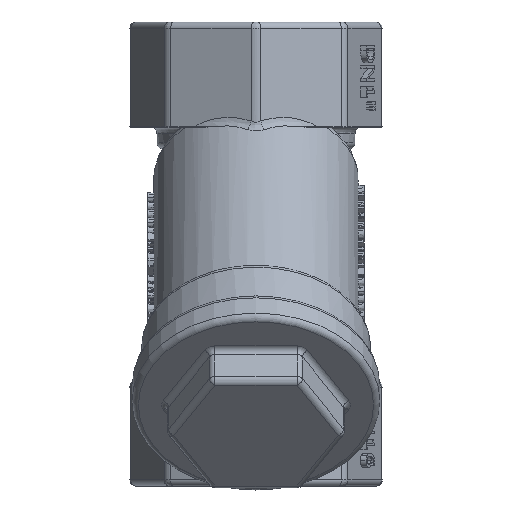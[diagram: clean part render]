
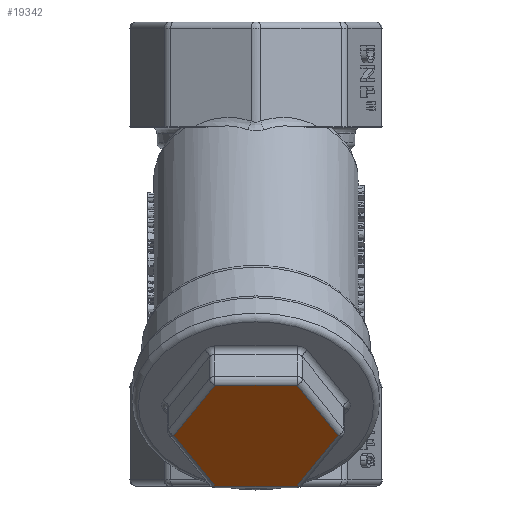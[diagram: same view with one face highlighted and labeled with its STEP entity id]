
A CAD part, front view. The second image highlights one B-rep face of the part: STEP entity #19342.
In plain terms, the highlighted planar face has unit normal (0, -0.707, -0.707).
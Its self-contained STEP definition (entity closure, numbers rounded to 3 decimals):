
#2824=LINE('',#44382,#4141);
#2825=LINE('',#44384,#4142);
#2826=LINE('',#44386,#4143);
#2827=LINE('',#44388,#4144);
#2828=LINE('',#44390,#4145);
#2829=LINE('',#44391,#4146);
#4141=VECTOR('',#23410,13.279);
#4142=VECTOR('',#23411,13.279);
#4143=VECTOR('',#23412,13.279);
#4144=VECTOR('',#23413,13.279);
#4145=VECTOR('',#23414,13.279);
#4146=VECTOR('',#23415,13.279);
#4526=PLANE('',#20268);
#5652=FACE_OUTER_BOUND('',#6803,.T.);
#6803=EDGE_LOOP('',(#17003,#17004,#17005,#17006,#17007,#17008));
#8996=VERTEX_POINT('',#44380);
#8997=VERTEX_POINT('',#44381);
#8998=VERTEX_POINT('',#44383);
#8999=VERTEX_POINT('',#44385);
#9000=VERTEX_POINT('',#44387);
#9001=VERTEX_POINT('',#44389);
#11670=EDGE_CURVE('',#8996,#8997,#2824,.T.);
#11671=EDGE_CURVE('',#8998,#8996,#2825,.T.);
#11672=EDGE_CURVE('',#8999,#8998,#2826,.T.);
#11673=EDGE_CURVE('',#9000,#8999,#2827,.T.);
#11674=EDGE_CURVE('',#9001,#9000,#2828,.T.);
#11675=EDGE_CURVE('',#8997,#9001,#2829,.T.);
#17003=ORIENTED_EDGE('',*,*,#11670,.F.);
#17004=ORIENTED_EDGE('',*,*,#11671,.F.);
#17005=ORIENTED_EDGE('',*,*,#11672,.F.);
#17006=ORIENTED_EDGE('',*,*,#11673,.F.);
#17007=ORIENTED_EDGE('',*,*,#11674,.F.);
#17008=ORIENTED_EDGE('',*,*,#11675,.F.);
#19342=ADVANCED_FACE('',(#5652),#4526,.T.);
#20268=AXIS2_PLACEMENT_3D('',#44379,#23408,#23409);
#23408=DIRECTION('center_axis',(0.,-0.707,
-0.707));
#23409=DIRECTION('ref_axis',(0.866,0.354,-0.354));
#23410=DIRECTION('',(-0.5,0.612,-0.612));
#23411=DIRECTION('',(0.5,0.612,-0.612));
#23412=DIRECTION('',(1.,0.,0.));
#23413=DIRECTION('',(0.5,-0.612,0.612));
#23414=DIRECTION('',(-0.5,-0.612,0.612));
#23415=DIRECTION('',(-1.,0.,0.));
#44379=CARTESIAN_POINT('Origin',(0.,-46.839,
8.161));
#44380=CARTESIAN_POINT('',(13.279,-46.839,8.161));
#44381=CARTESIAN_POINT('',(6.64,-38.707,0.029));
#44382=CARTESIAN_POINT('',(8.299,-40.74,2.062));
#44383=CARTESIAN_POINT('',(6.64,-54.971,16.293));
#44384=CARTESIAN_POINT('',(11.619,-48.872,10.194));
#44385=CARTESIAN_POINT('',(-6.64,-54.971,16.293));
#44386=CARTESIAN_POINT('',(3.32,-54.971,16.293));
#44387=CARTESIAN_POINT('',(-13.279,-46.839,8.161));
#44388=CARTESIAN_POINT('',(-8.299,-52.938,14.26));
#44389=CARTESIAN_POINT('',(-6.64,-38.707,0.029));
#44390=CARTESIAN_POINT('',(-11.619,-44.806,6.128));
#44391=CARTESIAN_POINT('',(-3.32,-38.707,0.029));
